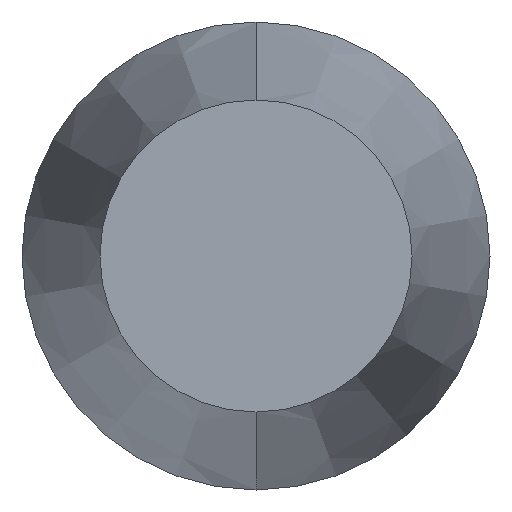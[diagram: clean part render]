
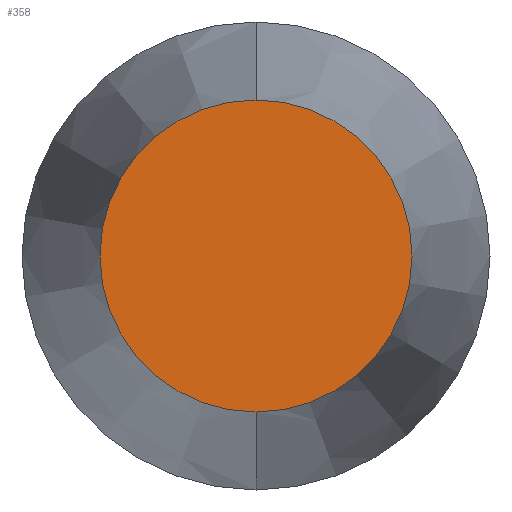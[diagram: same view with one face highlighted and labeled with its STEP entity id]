
A CAD part, front view. The second image highlights one B-rep face of the part: STEP entity #358.
In plain terms, the highlighted planar face has unit normal (0, -1, 0).
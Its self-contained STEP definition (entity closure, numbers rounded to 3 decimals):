
#65 = VERTEX_POINT ( 'NONE', #89 ) ;
#89 = CARTESIAN_POINT ( 'NONE',  ( 0., -20., -2. ) ) ;
#104 = CARTESIAN_POINT ( 'NONE',  ( 0., -20., 2. ) ) ;
#108 = EDGE_CURVE ( 'NONE', #321, #65, #128, .T. ) ;
#122 = ORIENTED_EDGE ( 'NONE', *, *, #108, .T. ) ;
#128 = CIRCLE ( 'NONE', #246, 2. ) ;
#160 = EDGE_CURVE ( 'NONE', #65, #321, #361, .T. ) ;
#162 = PLANE ( 'NONE',  #186 ) ;
#164 = CARTESIAN_POINT ( 'NONE',  ( 2., -20., 0. ) ) ;
#170 = AXIS2_PLACEMENT_3D ( 'NONE', #179, #347, #291 ) ;
#179 = CARTESIAN_POINT ( 'NONE',  ( 0., -20., 0. ) ) ;
#186 = AXIS2_PLACEMENT_3D ( 'NONE', #164, #303, #278 ) ;
#246 = AXIS2_PLACEMENT_3D ( 'NONE', #268, #345, #266 ) ;
#266 = DIRECTION ( 'NONE',  ( 0., 0., -1. ) ) ;
#267 = EDGE_LOOP ( 'NONE', ( #346, #122 ) ) ;
#268 = CARTESIAN_POINT ( 'NONE',  ( 0., -20., 0. ) ) ;
#278 = DIRECTION ( 'NONE',  ( 0., 0., -1. ) ) ;
#291 = DIRECTION ( 'NONE',  ( 0., 0., -1. ) ) ;
#303 = DIRECTION ( 'NONE',  ( 0., -1., 0. ) ) ;
#321 = VERTEX_POINT ( 'NONE', #104 ) ;
#323 = FACE_OUTER_BOUND ( 'NONE', #267, .T. ) ;
#345 = DIRECTION ( 'NONE',  ( 0., -1., 0. ) ) ;
#346 = ORIENTED_EDGE ( 'NONE', *, *, #160, .T. ) ;
#347 = DIRECTION ( 'NONE',  ( 0., -1., 0. ) ) ;
#358 = ADVANCED_FACE ( 'NONE', ( #323 ), #162, .T. ) ;
#361 = CIRCLE ( 'NONE', #170, 2. ) ;
